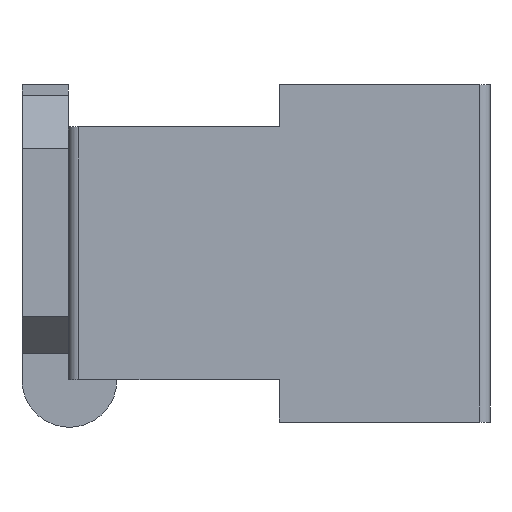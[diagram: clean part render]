
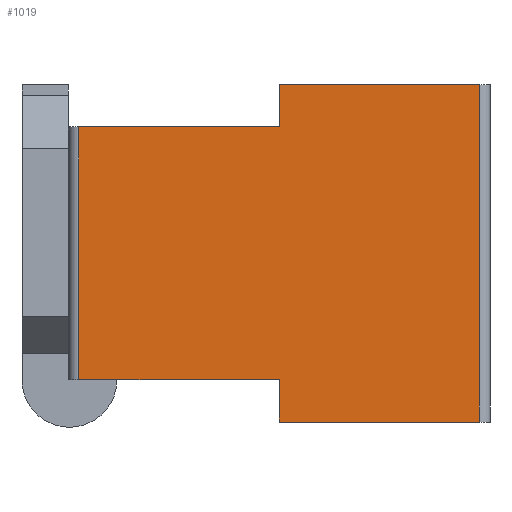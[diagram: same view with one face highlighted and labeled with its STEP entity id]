
A CAD part, left-side view. The second image highlights one B-rep face of the part: STEP entity #1019.
In plain terms, the highlighted planar face has unit normal (-1, 0, 0).
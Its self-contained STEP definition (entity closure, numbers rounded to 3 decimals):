
#182=DIRECTION('',(0.,-1.,0.));
#183=VECTOR('',#182,0.95);
#184=CARTESIAN_POINT('',(-1.6,0.,0.));
#185=LINE('',#184,#183);
#186=DIRECTION('',(0.,0.,-1.));
#187=VECTOR('',#186,0.2);
#188=CARTESIAN_POINT('',(-1.6,0.,0.));
#189=LINE('',#188,#187);
#190=DIRECTION('',(0.,0.,1.));
#191=VECTOR('',#190,0.2);
#192=CARTESIAN_POINT('',(-1.6,0.,-1.6));
#193=LINE('',#192,#191);
#194=DIRECTION('',(0.,-1.,0.));
#195=VECTOR('',#194,0.95);
#196=CARTESIAN_POINT('',(-1.6,0.95,-1.4));
#197=LINE('',#196,#195);
#198=DIRECTION('',(0.,0.,-1.));
#199=VECTOR('',#198,1.2);
#200=CARTESIAN_POINT('',(-1.6,0.95,-0.2));
#201=LINE('',#200,#199);
#202=DIRECTION('',(0.,-1.,0.));
#203=VECTOR('',#202,0.95);
#204=CARTESIAN_POINT('',(-1.6,0.95,-0.2));
#205=LINE('',#204,#203);
#206=DIRECTION('',(0.,0.,-1.));
#207=VECTOR('',#206,1.6);
#208=CARTESIAN_POINT('',(-1.6,-0.95,0.));
#209=LINE('',#208,#207);
#483=DIRECTION('',(0.,-1.,0.));
#484=VECTOR('',#483,0.95);
#485=CARTESIAN_POINT('',(-1.6,0.,-1.6));
#486=LINE('',#485,#484);
#752=CARTESIAN_POINT('',(-1.6,-0.95,0.));
#754=VERTEX_POINT('',#752);
#768=CARTESIAN_POINT('',(-1.6,-0.95,-1.6));
#770=VERTEX_POINT('',#768);
#776=CARTESIAN_POINT('',(-1.6,0.,0.));
#778=VERTEX_POINT('',#776);
#784=CARTESIAN_POINT('',(-1.6,0.,-1.6));
#786=VERTEX_POINT('',#784);
#812=CARTESIAN_POINT('',(-1.6,0.,-0.2));
#813=VERTEX_POINT('',#812);
#814=CARTESIAN_POINT('',(-1.6,0.95,-0.2));
#815=VERTEX_POINT('',#814);
#816=CARTESIAN_POINT('',(-1.6,0.95,-1.4));
#817=CARTESIAN_POINT('',(-1.6,0.,-1.4));
#818=VERTEX_POINT('',#816);
#819=VERTEX_POINT('',#817);
#998=CARTESIAN_POINT('',(-1.6,0.95,0.));
#999=DIRECTION('',(-1.,0.,0.));
#1000=DIRECTION('',(0.,-1.,0.));
#1001=AXIS2_PLACEMENT_3D('',#998,#999,#1000);
#1002=PLANE('',#1001);
#1003=ORIENTED_EDGE('',*,*,#974,.F.);
#1004=ORIENTED_EDGE('',*,*,#963,.T.);
#1006=ORIENTED_EDGE('',*,*,#1005,.T.);
#1008=ORIENTED_EDGE('',*,*,#1007,.F.);
#1010=ORIENTED_EDGE('',*,*,#1009,.T.);
#1012=ORIENTED_EDGE('',*,*,#1011,.F.);
#1014=ORIENTED_EDGE('',*,*,#1013,.F.);
#1016=ORIENTED_EDGE('',*,*,#1015,.T.);
#1017=EDGE_LOOP('',(#1003,#1004,#1006,#1008,#1010,#1012,#1014,#1016));
#1018=FACE_OUTER_BOUND('',#1017,.F.);
#963=EDGE_CURVE('',#778,#754,#185,.T.);
#974=EDGE_CURVE('',#778,#813,#189,.T.);
#1005=EDGE_CURVE('',#754,#770,#209,.T.);
#1007=EDGE_CURVE('',#786,#770,#486,.T.);
#1009=EDGE_CURVE('',#786,#819,#193,.T.);
#1011=EDGE_CURVE('',#818,#819,#197,.T.);
#1013=EDGE_CURVE('',#815,#818,#201,.T.);
#1015=EDGE_CURVE('',#815,#813,#205,.T.);
#1019=ADVANCED_FACE('',(#1018),#1002,.T.);
